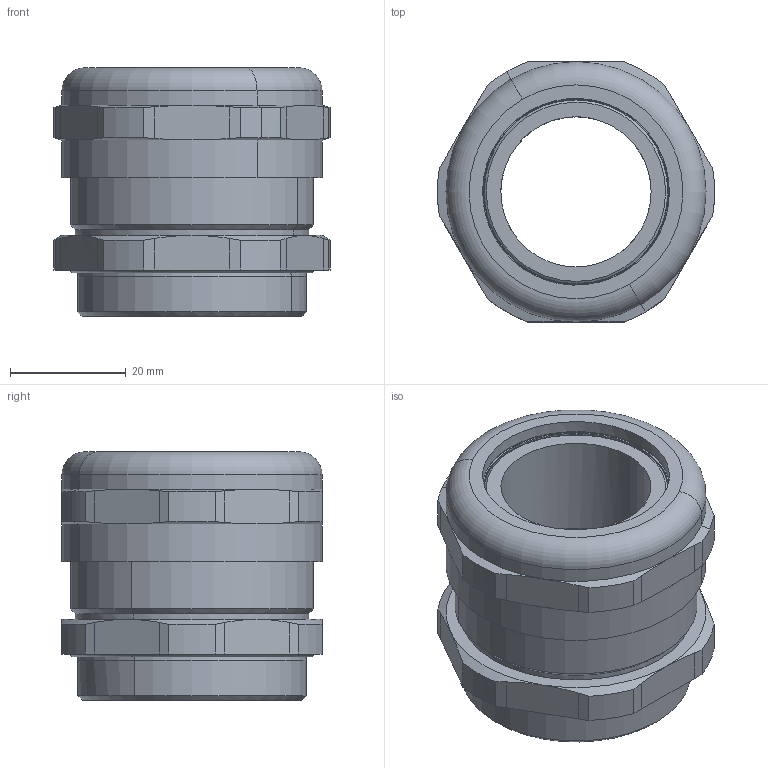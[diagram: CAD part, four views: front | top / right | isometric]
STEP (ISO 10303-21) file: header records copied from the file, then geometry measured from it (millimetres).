
FILE_DESCRIPTION(('CATIA V5 STEP','CAx-IF Rec.Pracs.--- Model Styling and Organization---1.4--- 2014-01-23'),'2;1');
FILE_NAME ('13128906_4', '2022-08-24T09:38:33+00:00', ('none'), ('Weidmueller'), 'CATIA Version 5-6 Release 2016 SP3 HF44', 'CATIA V5 STEP AP214', 'none');
FILE_SCHEMA(('AUTOMOTIVE_DESIGN { 1 0 10303 214 1 1 1 1 }'));
Length unit declared in the file: millimetre
Products named in the file (1): 1193590000
Bounding box: 47.92 x 45 x 43 mm (x, y, z)
Volume: 31500.6 mm3; surface area: 21353.4 mm2
Topology: 2 solids, 3 shells, 174 faces, 428 edges, 267 vertices
Faces by surface type: cylinder 53, plane 51, cone 46, torus 24
Entity records: 5723 total; most frequent: CARTESIAN_POINT 1874, ORIENTED_EDGE 852, DIRECTION 643, EDGE_CURVE 426, AXIS2_PLACEMENT_3D 325, VERTEX_POINT 267, EDGE_LOOP 189, ADVANCED_FACE 174
